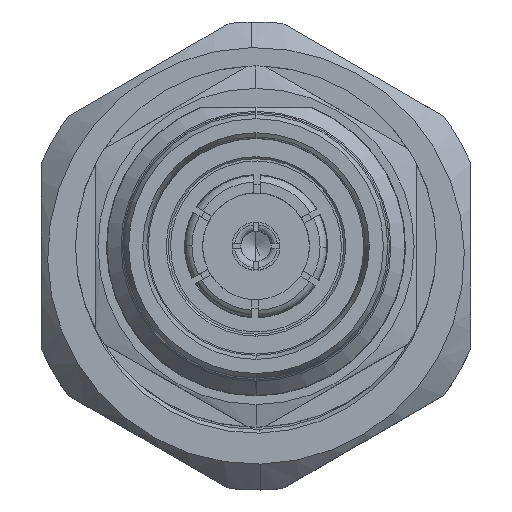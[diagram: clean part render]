
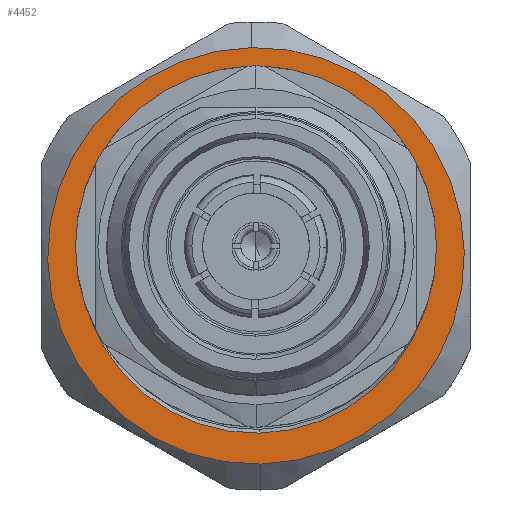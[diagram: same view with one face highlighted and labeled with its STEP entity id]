
A CAD part, top view. The second image highlights one B-rep face of the part: STEP entity #4452.
In plain terms, the highlighted face is planar.
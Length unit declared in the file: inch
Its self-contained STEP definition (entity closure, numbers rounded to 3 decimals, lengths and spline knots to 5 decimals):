
#861 = CARTESIAN_POINT ( 'NONE',  ( 0., -0.66929, 0.32677 ) ) ;
#1069 = CARTESIAN_POINT ( 'NONE',  ( 0., -0.66929, 0. ) ) ;
#1601 = FACE_BOUND ( 'NONE', #9535, .T. ) ;
#1630 = CARTESIAN_POINT ( 'NONE',  ( 0., -0.66929, -0.38386 ) ) ;
#1727 = PLANE ( 'NONE',  #6848 ) ;
#1879 = EDGE_CURVE ( 'NONE', #4192, #6767, #3063, .T. ) ;
#1885 = VERTEX_POINT ( 'NONE', #9230 ) ;
#1971 = DIRECTION ( 'NONE',  ( 0., 0., -1. ) ) ;
#2232 = AXIS2_PLACEMENT_3D ( 'NONE', #10109, #4503, #10164 ) ;
#2574 = ORIENTED_EDGE ( 'NONE', *, *, #6369, .F. ) ;
#2855 = ORIENTED_EDGE ( 'NONE', *, *, #5490, .F. ) ;
#3063 = CIRCLE ( 'NONE', #4607, 0.32677 ) ;
#3080 = EDGE_CURVE ( 'NONE', #6767, #4192, #3588, .T. ) ;
#3102 = CIRCLE ( 'NONE', #4641, 0.38386 ) ;
#3412 = CARTESIAN_POINT ( 'NONE',  ( 0., -0.66929, 0. ) ) ;
#3588 = CIRCLE ( 'NONE', #8754, 0.32677 ) ;
#4107 = VERTEX_POINT ( 'NONE', #1630 ) ;
#4192 = VERTEX_POINT ( 'NONE', #861 ) ;
#4452 = ADVANCED_FACE ( 'NONE', ( #1601, #10775 ), #1727, .F. ) ;
#4503 = DIRECTION ( 'NONE',  ( 0., 1., 0. ) ) ;
#4607 = AXIS2_PLACEMENT_3D ( 'NONE', #1069, #5476, #1971 ) ;
#4641 = AXIS2_PLACEMENT_3D ( 'NONE', #5275, #7901, #10579 ) ;
#5023 = CARTESIAN_POINT ( 'NONE',  ( 0., -0.66929, -0.32677 ) ) ;
#5275 = CARTESIAN_POINT ( 'NONE',  ( 0., -0.66929, 0. ) ) ;
#5476 = DIRECTION ( 'NONE',  ( 0., -1., 0. ) ) ;
#5490 = EDGE_CURVE ( 'NONE', #4107, #1885, #6647, .T. ) ;
#6369 = EDGE_CURVE ( 'NONE', #1885, #4107, #3102, .T. ) ;
#6426 = DIRECTION ( 'NONE',  ( 0., 0., -1. ) ) ;
#6647 = CIRCLE ( 'NONE', #2232, 0.38386 ) ;
#6767 = VERTEX_POINT ( 'NONE', #5023 ) ;
#6822 = ORIENTED_EDGE ( 'NONE', *, *, #3080, .F. ) ;
#6848 = AXIS2_PLACEMENT_3D ( 'NONE', #3412, #11741, #7201 ) ;
#7201 = DIRECTION ( 'NONE',  ( 1., 0., 0. ) ) ;
#7423 = ORIENTED_EDGE ( 'NONE', *, *, #1879, .F. ) ;
#7437 = CARTESIAN_POINT ( 'NONE',  ( 0., -0.66929, 0. ) ) ;
#7901 = DIRECTION ( 'NONE',  ( 0., 1., 0. ) ) ;
#8754 = AXIS2_PLACEMENT_3D ( 'NONE', #7437, #11077, #6426 ) ;
#9230 = CARTESIAN_POINT ( 'NONE',  ( 0., -0.66929, 0.38386 ) ) ;
#9535 = EDGE_LOOP ( 'NONE', ( #6822, #7423 ) ) ;
#9825 = EDGE_LOOP ( 'NONE', ( #2574, #2855 ) ) ;
#10109 = CARTESIAN_POINT ( 'NONE',  ( 0., -0.66929, 0. ) ) ;
#10164 = DIRECTION ( 'NONE',  ( 0., 0., 1. ) ) ;
#10579 = DIRECTION ( 'NONE',  ( 0., 0., 1. ) ) ;
#10775 = FACE_OUTER_BOUND ( 'NONE', #9825, .T. ) ;
#11077 = DIRECTION ( 'NONE',  ( 0., -1., 0. ) ) ;
#11741 = DIRECTION ( 'NONE',  ( 0., 1., 0. ) ) ;
